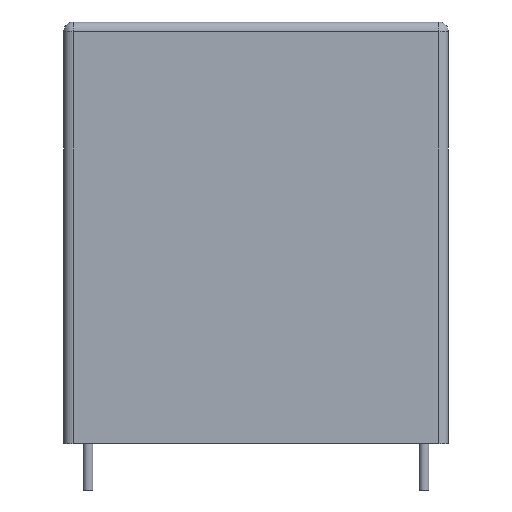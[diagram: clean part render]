
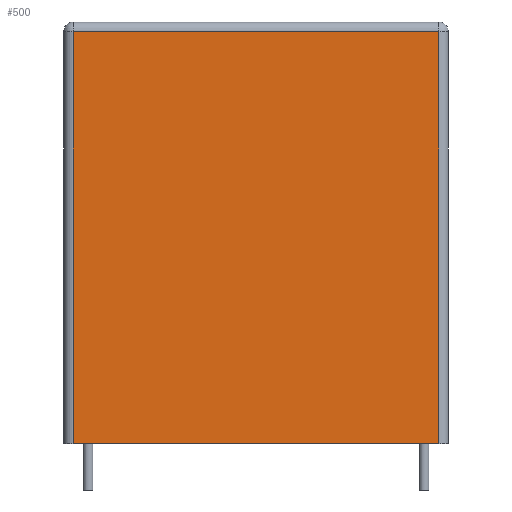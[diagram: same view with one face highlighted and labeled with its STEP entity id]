
A CAD part, front view. The second image highlights one B-rep face of the part: STEP entity #500.
In plain terms, the highlighted planar face has unit normal (0, -1, 0).
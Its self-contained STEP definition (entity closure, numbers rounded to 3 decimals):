
#70=CARTESIAN_POINT('',(14.95,-8.5,33.7));
#71=VERTEX_POINT('',#70);
#140=CARTESIAN_POINT('',(-14.95,-8.5,33.7));
#141=VERTEX_POINT('',#140);
#288=CARTESIAN_POINT('',(-14.95,-8.5,0.0));
#289=VERTEX_POINT('',#288);
#297=CARTESIAN_POINT('',(-14.95,-8.5,0.0));
#298=DIRECTION('',(0.0,0.0,1.0));
#299=VECTOR('',#298,33.7);
#300=LINE('',#297,#299);
#301=EDGE_CURVE('',#289,#141,#300,.T.);
#319=CARTESIAN_POINT('',(-14.95,-8.5,33.7));
#320=DIRECTION('',(1.0,0.0,0.0));
#321=VECTOR('',#320,29.9);
#322=LINE('',#319,#321);
#323=EDGE_CURVE('',#141,#71,#322,.T.);
#394=CARTESIAN_POINT('',(14.95,-8.5,0.0));
#395=VERTEX_POINT('',#394);
#412=CARTESIAN_POINT('',(14.95,-8.5,33.7));
#413=DIRECTION('',(0.0,0.0,-1.0));
#414=VECTOR('',#413,33.7);
#415=LINE('',#412,#414);
#416=EDGE_CURVE('',#71,#395,#415,.T.);
#484=CARTESIAN_POINT('',(15.75,-8.5,0.0));
#485=DIRECTION('',(0.0,-1.0,0.0));
#486=DIRECTION('',(0.0,0.0,-1.0));
#487=AXIS2_PLACEMENT_3D('',#484,#485,#486);
#488=PLANE('',#487);
#489=ORIENTED_EDGE('',*,*,#301,.F.);
#490=CARTESIAN_POINT('',(14.95,-8.5,0.0));
#491=DIRECTION('',(-1.0,0.0,0.0));
#492=VECTOR('',#491,29.9);
#493=LINE('',#490,#492);
#494=EDGE_CURVE('',#395,#289,#493,.T.);
#495=ORIENTED_EDGE('',*,*,#494,.F.);
#496=ORIENTED_EDGE('',*,*,#416,.F.);
#497=ORIENTED_EDGE('',*,*,#323,.F.);
#498=EDGE_LOOP('',(#489,#495,#496,#497));
#499=FACE_OUTER_BOUND('',#498,.T.);
#500=ADVANCED_FACE('',(#499),#488,.T.);
